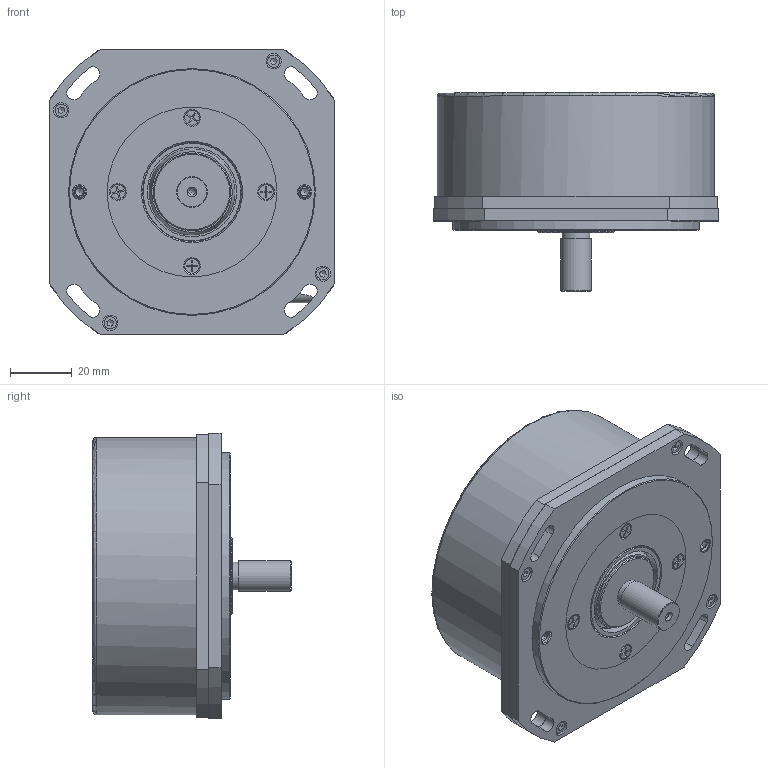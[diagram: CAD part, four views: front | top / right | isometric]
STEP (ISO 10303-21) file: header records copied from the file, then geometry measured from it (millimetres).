
FILE_DESCRIPTION(/* description */ (''),/* implementation_level */ '2;1');
FILE_NAME(/* name */ 'A110.stp',/* time_stamp */ '2015-03-19T14:09:25+02:00',/* author */ ('DonatasG'),/* organization */ (''),/* preprocessor_version */ 'ST-DEVELOPER v15.2',/* originating_system */ 'Autodesk Inventor 2014',/* authorisation */ '');
FILE_SCHEMA (('AUTOMOTIVE_DESIGN { 1 0 10303 214 3 1 1 }'));
Length unit declared in the file: millimetre
Products named in the file (1): A110
Bounding box: 92.5 x 64.18 x 92.5 mm (x, y, z)
Surface area: 47413.8 mm2 (no closed solid volume)
Topology: 0 solids, 37 shells, 163 faces, 516 edges, 377 vertices
Faces by surface type: plane 85, cylinder 57, cone 19, torus 1, bspline 1
Full cylindrical faces by diameter (mm): 2 x1, 2.013 x4, 4.134 x2, 5 x4, 5.8 x1, 7 x1, 9 x1, 10 x1, 25 x1, 29 x1, 80 x1, 87.5 x1, 90 x1
Entity records: 5696 total; most frequent: CARTESIAN_POINT 1162, DIRECTION 919, ORIENTED_EDGE 733, EDGE_CURVE 459, VERTEX_POINT 359, AXIS2_PLACEMENT_3D 336, EDGE_LOOP 252, LINE 247
